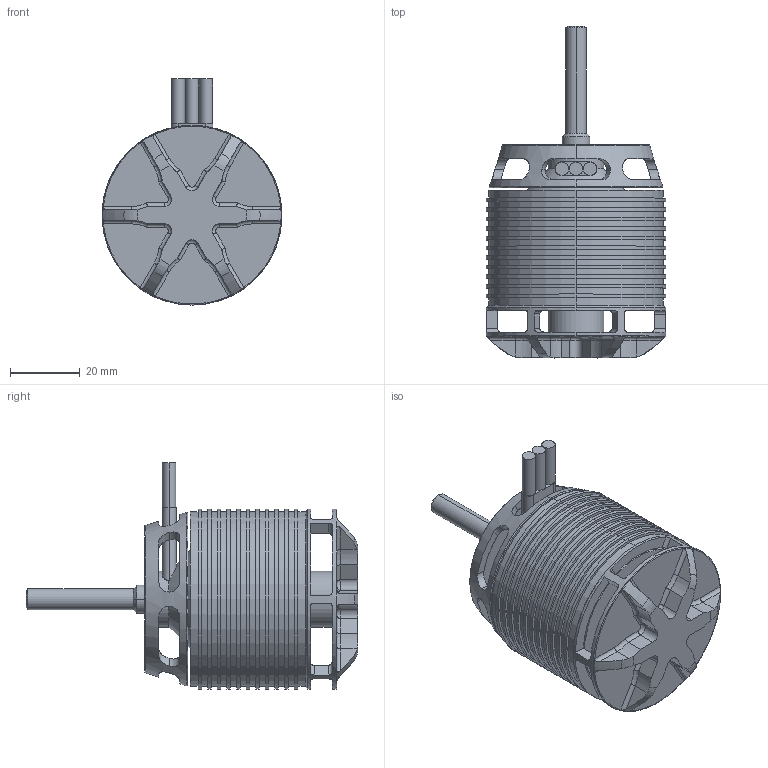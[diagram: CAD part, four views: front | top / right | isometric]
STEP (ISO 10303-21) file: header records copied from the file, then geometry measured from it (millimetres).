
FILE_DESCRIPTION(('Creo Elements/Direct Modeling STEP Export'),'2;1');
FILE_NAME('HACKER A50-10L Turnado V3.stp','2015-01-10T 7:01:09',(''),(''),'Creo Elements/Direct Modeling STEP processor for AP214 (Solid Model)','Creo Elements/Direct Modeling 18.1 03-Mar-2012 (C) Parametric Technology GmbH','');
FILE_SCHEMA(('AUTOMOTIVE_DESIGN { 1 0 10303 214 1 1 1 1 }'));
Length unit declared in the file: millimetre
Products named in the file (3): HACKER_A50-10L_Turnado_V3_Stator; HACKER_A50-10L_Turnado_V3_Rotor; HACKER_A50-10L_Turnado_V3
Assembly tree (2 placements, depth 2):
  HACKER_A50-10L_Turnado_V3
    HACKER_A50-10L_Turnado_V3_Rotor
    HACKER_A50-10L_Turnado_V3_Stator
Bounding box: 51.5 x 95 x 64.75 mm (x, y, z)
Volume: 86364.3 mm3; surface area: 37268.1 mm2
Topology: 2 solids, 2 shells, 374 faces, 989 edges, 638 vertices
Faces by surface type: cylinder 198, plane 122, torus 42, cone 12
Entity records: 13508 total; most frequent: CARTESIAN_POINT 3739, ORIENTED_EDGE 1978, DIRECTION 1694, EDGE_CURVE 989, AXIS2_PLACEMENT_3D 647, VERTEX_POINT 638, EDGE_LOOP 435, VECTOR 400
